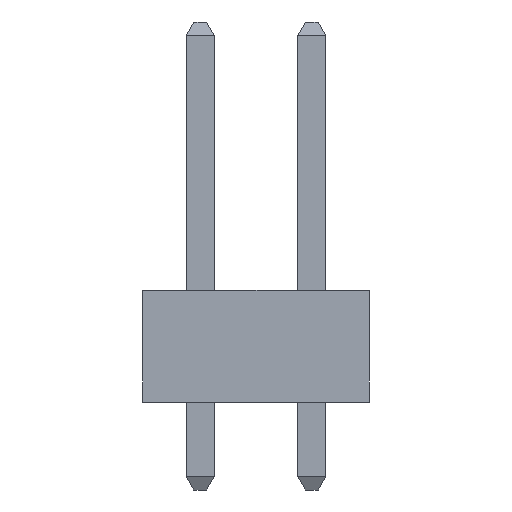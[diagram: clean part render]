
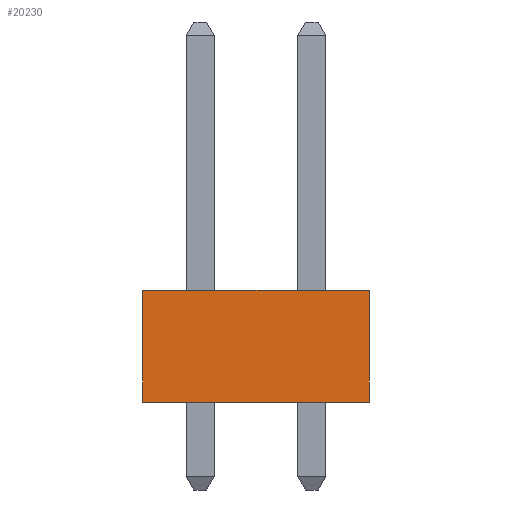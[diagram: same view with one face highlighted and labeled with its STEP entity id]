
A CAD part, left-side view. The second image highlights one B-rep face of the part: STEP entity #20230.
In plain terms, the highlighted planar face has unit normal (-1, 0, 0).
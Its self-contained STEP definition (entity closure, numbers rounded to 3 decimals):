
#20169 = CARTESIAN_POINT ( 'NONE',  ( -1.42, 3.845, 0. ) ) ;
#20170 = VERTEX_POINT ( 'NONE', #20169 ) ;
#20177 = CARTESIAN_POINT ( 'NONE',  ( -1.42, 3.845, 2.54 ) ) ;
#20178 = VERTEX_POINT ( 'NONE', #20177 ) ;
#20179 = CARTESIAN_POINT ( 'NONE',  ( -1.42, 3.845, 2.54 ) ) ;
#20180 = DIRECTION ( 'NONE',  ( 0., 0., -1. ) ) ;
#20181 = VECTOR ( 'NONE', #20180, 1000. ) ;
#20182 = LINE ( 'NONE', #20179, #20181 ) ;
#20183 = EDGE_CURVE ( 'NONE', #20178, #20170, #20182, .T. ) ;
#20200 = CARTESIAN_POINT ( 'NONE',  ( -1.42, -1.305, 0. ) ) ;
#20201 = VERTEX_POINT ( 'NONE', #20200 ) ;
#20202 = CARTESIAN_POINT ( 'NONE',  ( -1.42, -1.305, 0. ) ) ;
#20203 = DIRECTION ( 'NONE',  ( 0., -1., 0. ) ) ;
#20204 = VECTOR ( 'NONE', #20203, 1000. ) ;
#20205 = LINE ( 'NONE', #20202, #20204 ) ;
#20206 = EDGE_CURVE ( 'NONE', #20170, #20201, #20205, .T. ) ;
#20207 = ORIENTED_EDGE ( 'NONE', *, *, #20206, .T. ) ;
#20208 = CARTESIAN_POINT ( 'NONE',  ( -1.42, -1.305, 2.54 ) ) ;
#20209 = VERTEX_POINT ( 'NONE', #20208 ) ;
#20210 = CARTESIAN_POINT ( 'NONE',  ( -1.42, -1.305, 2.54 ) ) ;
#20211 = DIRECTION ( 'NONE',  ( 0., 0., -1. ) ) ;
#20212 = VECTOR ( 'NONE', #20211, 1000. ) ;
#20213 = LINE ( 'NONE', #20210, #20212 ) ;
#20214 = EDGE_CURVE ( 'NONE', #20209, #20201, #20213, .T. ) ;
#20215 = ORIENTED_EDGE ( 'NONE', *, *, #20214, .F. ) ;
#20216 = CARTESIAN_POINT ( 'NONE',  ( -1.42, -1.305, 2.54 ) ) ;
#20217 = DIRECTION ( 'NONE',  ( 0., -1., 0. ) ) ;
#20218 = VECTOR ( 'NONE', #20217, 1000. ) ;
#20219 = LINE ( 'NONE', #20216, #20218 ) ;
#20220 = EDGE_CURVE ( 'NONE', #20178, #20209, #20219, .T. ) ;
#20221 = ORIENTED_EDGE ( 'NONE', *, *, #20220, .F. ) ;
#20222 = ORIENTED_EDGE ( 'NONE', *, *, #20183, .T. ) ;
#20223 = EDGE_LOOP ( 'NONE', ( #20207, #20215, #20221, #20222 ) ) ;
#20224 = FACE_OUTER_BOUND ( 'NONE', #20223, .T. ) ;
#20225 = CARTESIAN_POINT ( 'NONE',  ( -1.42, -1.305, 2.54 ) ) ;
#20226 = DIRECTION ( 'NONE',  ( 1., 0., 0. ) ) ;
#20227 = DIRECTION ( 'NONE',  ( 0., 1., 0. ) ) ;
#20228 = AXIS2_PLACEMENT_3D ( 'NONE', #20225, #20226, #20227 ) ;
#20229 = PLANE ( 'NONE', #20228 ) ;
#20230 = ADVANCED_FACE ( 'NONE', ( #20224 ), #20229, .F. ) ;
